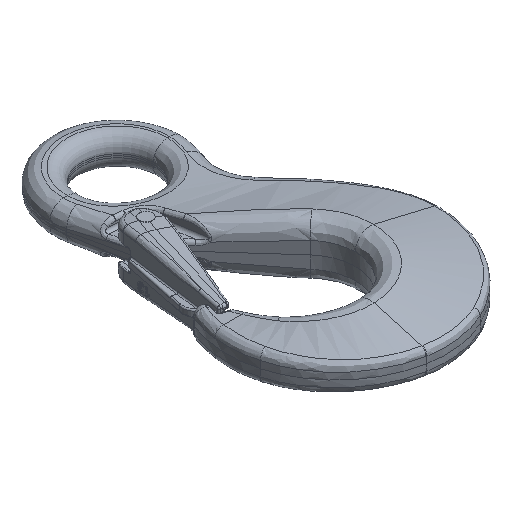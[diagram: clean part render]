
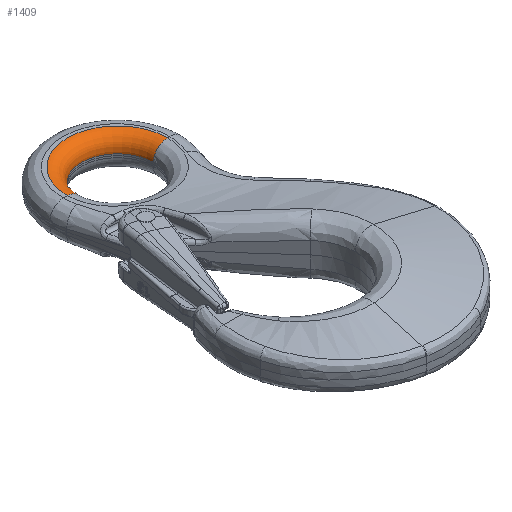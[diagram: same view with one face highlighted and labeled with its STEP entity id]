
A CAD part, isometric view. The second image highlights one B-rep face of the part: STEP entity #1409.
In plain terms, the highlighted toroidal (fillet/blend) face has major radius 30 mm and minor radius 8.5 mm.
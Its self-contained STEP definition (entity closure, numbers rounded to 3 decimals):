
#112=TOROIDAL_SURFACE('',#8315,30.,8.5);
#361=CIRCLE('',#8307,21.5);
#363=CIRCLE('',#8311,30.);
#1007=B_SPLINE_CURVE_WITH_KNOTS('',3,(#17372,#17373,#17374,#17375,#17376,
#17377),.UNSPECIFIED.,.F.,.F.,(4,2,4),(0.,0.5,1.),.UNSPECIFIED.);
#1008=B_SPLINE_CURVE_WITH_KNOTS('',3,(#17378,#17379,#17380,#17381,#17382,
#17383),.UNSPECIFIED.,.F.,.F.,(4,2,4),(0.,0.5,1.),.UNSPECIFIED.);
#1409=ADVANCED_FACE('',(#2021),#112,.T.);
#2021=FACE_OUTER_BOUND('',#2510,.T.);
#2510=EDGE_LOOP('',(#5214,#5215,#5216,#5217));
#5214=ORIENTED_EDGE('',*,*,#7469,.F.);
#5215=ORIENTED_EDGE('',*,*,#7449,.F.);
#5216=ORIENTED_EDGE('',*,*,#7470,.F.);
#5217=ORIENTED_EDGE('',*,*,#7453,.F.);
#6365=VERTEX_POINT('',#15258);
#6366=VERTEX_POINT('',#15277);
#6413=VERTEX_POINT('',#16321);
#6414=VERTEX_POINT('',#16322);
#7449=EDGE_CURVE('',#6413,#6414,#361,.T.);
#7453=EDGE_CURVE('',#6366,#6365,#363,.T.);
#7469=EDGE_CURVE('',#6414,#6366,#1007,.T.);
#7470=EDGE_CURVE('',#6365,#6413,#1008,.T.);
#8307=AXIS2_PLACEMENT_3D('',#16320,#9675,#9676);
#8311=AXIS2_PLACEMENT_3D('',#16361,#9683,#9684);
#8315=AXIS2_PLACEMENT_3D('',#17384,#9693,#9694);
#9675=DIRECTION('',(0.,0.,1.));
#9676=DIRECTION('',(-1.,0.,0.));
#9683=DIRECTION('',(0.,0.,-1.));
#9684=DIRECTION('',(-1.,0.,0.));
#9693=DIRECTION('',(0.,0.,-1.));
#9694=DIRECTION('',(-1.,0.,0.));
#15258=CARTESIAN_POINT('',(30.,113.5,9.5));
#15277=CARTESIAN_POINT('',(-30.,113.5,9.5));
#16320=CARTESIAN_POINT('',(0.,113.5,1.));
#16321=CARTESIAN_POINT('',(21.5,113.501,1.));
#16322=CARTESIAN_POINT('',(-21.5,113.497,1.));
#16361=CARTESIAN_POINT('',(0.,113.5,9.5));
#17372=CARTESIAN_POINT('',(-21.5,113.497,1.));
#17373=CARTESIAN_POINT('',(-21.5,113.498,3.225));
#17374=CARTESIAN_POINT('',(-22.416,113.499,5.437));
#17375=CARTESIAN_POINT('',(-25.563,113.5,8.584));
#17376=CARTESIAN_POINT('',(-27.775,113.5,9.5));
#17377=CARTESIAN_POINT('',(-30.,113.5,9.5));
#17378=CARTESIAN_POINT('',(30.,113.5,9.5));
#17379=CARTESIAN_POINT('',(27.775,113.5,9.5));
#17380=CARTESIAN_POINT('',(25.563,113.5,8.584));
#17381=CARTESIAN_POINT('',(22.416,113.5,5.437));
#17382=CARTESIAN_POINT('',(21.5,113.5,3.225));
#17383=CARTESIAN_POINT('',(21.5,113.501,1.));
#17384=CARTESIAN_POINT('',(0.,113.5,1.));
